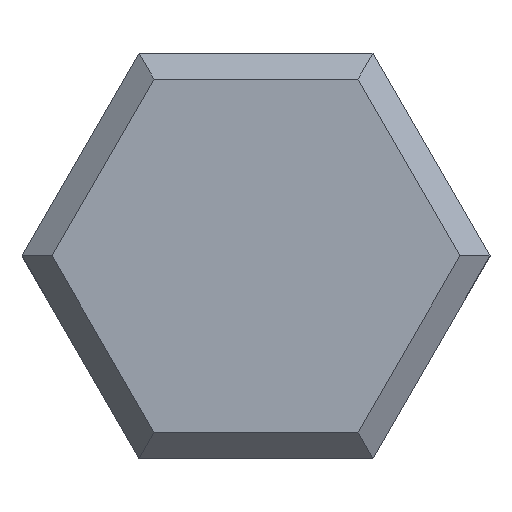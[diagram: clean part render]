
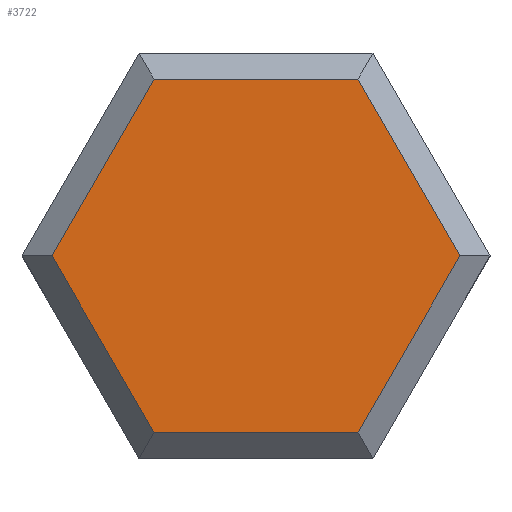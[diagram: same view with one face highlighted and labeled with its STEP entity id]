
A CAD part, top view. The second image highlights one B-rep face of the part: STEP entity #3722.
In plain terms, the highlighted planar face has unit normal (0, 0, 1).
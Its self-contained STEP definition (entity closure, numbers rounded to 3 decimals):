
#71 = DIRECTION ( 'NONE',  ( -0.5, 0.866, 0. ) ) ;
#220 = CARTESIAN_POINT ( 'NONE',  ( -3.634, -7.294, 8. ) ) ;
#261 = ORIENTED_EDGE ( 'NONE', *, *, #1280, .T. ) ;
#431 = ORIENTED_EDGE ( 'NONE', *, *, #532, .T. ) ;
#532 = EDGE_CURVE ( 'NONE', #1760, #2417, #4166, .T. ) ;
#534 = CARTESIAN_POINT ( 'NONE',  ( 8.134, 0.5, 8. ) ) ;
#564 = CARTESIAN_POINT ( 'NONE',  ( 0., 0., 8. ) ) ;
#927 = LINE ( 'NONE', #220, #2133 ) ;
#963 = VERTEX_POINT ( 'NONE', #4853 ) ;
#973 = VECTOR ( 'NONE', #3475, 1000. ) ;
#1095 = EDGE_CURVE ( 'NONE', #1246, #963, #2016, .T. ) ;
#1199 = CARTESIAN_POINT ( 'NONE',  ( -7.845, 0., 8. ) ) ;
#1246 = VERTEX_POINT ( 'NONE', #3611 ) ;
#1280 = EDGE_CURVE ( 'NONE', #963, #4101, #4743, .T. ) ;
#1325 = DIRECTION ( 'NONE',  ( 1., 0., 0. ) ) ;
#1616 = LINE ( 'NONE', #2029, #5036 ) ;
#1760 = VERTEX_POINT ( 'NONE', #2607 ) ;
#1919 = ORIENTED_EDGE ( 'NONE', *, *, #3805, .T. ) ;
#1992 = ORIENTED_EDGE ( 'NONE', *, *, #2642, .T. ) ;
#2010 = ORIENTED_EDGE ( 'NONE', *, *, #2337, .T. ) ;
#2016 = LINE ( 'NONE', #3136, #973 ) ;
#2029 = CARTESIAN_POINT ( 'NONE',  ( 3.634, 7.294, 8. ) ) ;
#2095 = DIRECTION ( 'NONE',  ( 0.5, 0.866, 0. ) ) ;
#2133 = VECTOR ( 'NONE', #4050, 1000. ) ;
#2337 = EDGE_CURVE ( 'NONE', #4333, #1760, #3232, .T. ) ;
#2417 = VERTEX_POINT ( 'NONE', #1199 ) ;
#2607 = CARTESIAN_POINT ( 'NONE',  ( -3.923, 6.794, 8. ) ) ;
#2642 = EDGE_CURVE ( 'NONE', #2417, #1246, #927, .T. ) ;
#3136 = CARTESIAN_POINT ( 'NONE',  ( 4.5, -6.794, 8. ) ) ;
#3232 = LINE ( 'NONE', #4647, #3901 ) ;
#3270 = PLANE ( 'NONE',  #4218 ) ;
#3475 = DIRECTION ( 'NONE',  ( 1., 0., 0. ) ) ;
#3611 = CARTESIAN_POINT ( 'NONE',  ( -3.923, -6.794, 8. ) ) ;
#3664 = VECTOR ( 'NONE', #2095, 1000. ) ;
#3722 = ADVANCED_FACE ( 'NONE', ( #4324 ), #3270, .T. ) ;
#3777 = CARTESIAN_POINT ( 'NONE',  ( 7.845, 0., 8. ) ) ;
#3787 = CARTESIAN_POINT ( 'NONE',  ( -8.134, -0.5, 8. ) ) ;
#3805 = EDGE_CURVE ( 'NONE', #4101, #4333, #1616, .T. ) ;
#3855 = EDGE_LOOP ( 'NONE', ( #2010, #431, #1992, #4908, #261, #1919 ) ) ;
#3901 = VECTOR ( 'NONE', #4006, 1000. ) ;
#4006 = DIRECTION ( 'NONE',  ( -1., 0., 0. ) ) ;
#4050 = DIRECTION ( 'NONE',  ( 0.5, -0.866, 0. ) ) ;
#4101 = VERTEX_POINT ( 'NONE', #3777 ) ;
#4132 = CARTESIAN_POINT ( 'NONE',  ( 3.923, 6.794, 8. ) ) ;
#4166 = LINE ( 'NONE', #3787, #4869 ) ;
#4218 = AXIS2_PLACEMENT_3D ( 'NONE', #564, #4350, #1325 ) ;
#4324 = FACE_OUTER_BOUND ( 'NONE', #3855, .T. ) ;
#4333 = VERTEX_POINT ( 'NONE', #4132 ) ;
#4350 = DIRECTION ( 'NONE',  ( 0., 0., 1. ) ) ;
#4647 = CARTESIAN_POINT ( 'NONE',  ( -4.5, 6.794, 8. ) ) ;
#4743 = LINE ( 'NONE', #534, #3664 ) ;
#4853 = CARTESIAN_POINT ( 'NONE',  ( 3.923, -6.794, 8. ) ) ;
#4869 = VECTOR ( 'NONE', #4909, 1000. ) ;
#4908 = ORIENTED_EDGE ( 'NONE', *, *, #1095, .T. ) ;
#4909 = DIRECTION ( 'NONE',  ( -0.5, -0.866, 0. ) ) ;
#5036 = VECTOR ( 'NONE', #71, 1000. ) ;
